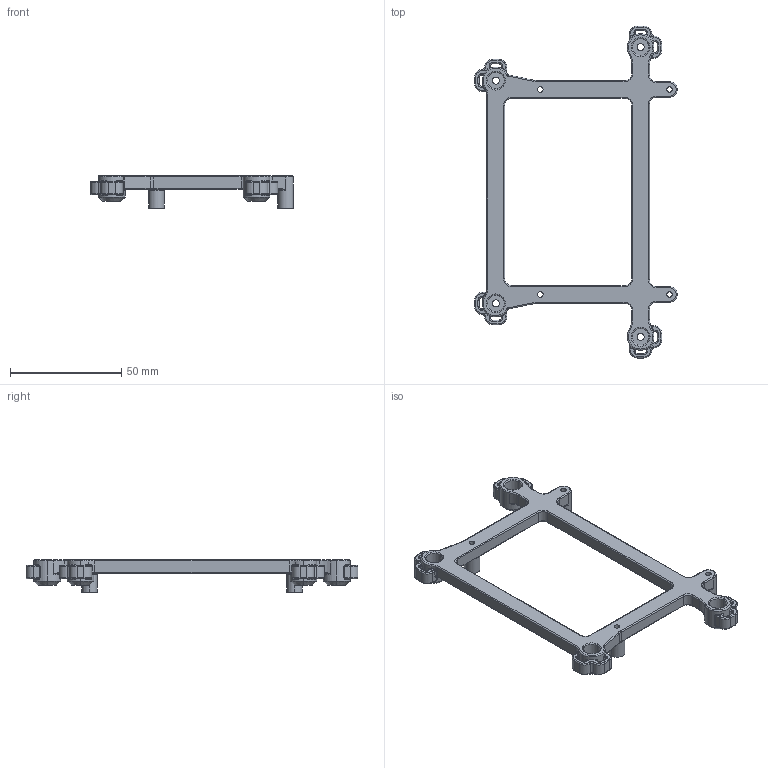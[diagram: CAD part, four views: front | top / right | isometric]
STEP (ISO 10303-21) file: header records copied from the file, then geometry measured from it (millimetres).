
FILE_DESCRIPTION (( 'STEP AP203' ), '1' );
FILE_NAME ('430-00494 Mount Compute-Rev01.step', '2025-11-20T22:36:31', ( '' ), ( '' ), 'SwSTEP 2.0', 'SolidWorks 2020', '' );
FILE_SCHEMA (( 'CONFIG_CONTROL_DESIGN' ));
Length unit declared in the file: millimetre
Products named in the file (1): 430-00494 Mount Compute-Rev01
Bounding box: 91 x 149 x 14.5 mm (x, y, z)
Volume: 22360.7 mm3; surface area: 14605.4 mm2
Topology: 1 solids, 1 shells, 579 faces, 1382 edges, 790 vertices
Faces by surface type: cylinder 250, torus 170, plane 81, bspline 66, cone 8, sphere 4
Entity records: 19155 total; most frequent: CARTESIAN_POINT 5686, DIRECTION 3048, ORIENTED_EDGE 2744, EDGE_CURVE 1372, AXIS2_PLACEMENT_3D 1294, VERTEX_POINT 790, CIRCLE 780, EDGE_LOOP 608
